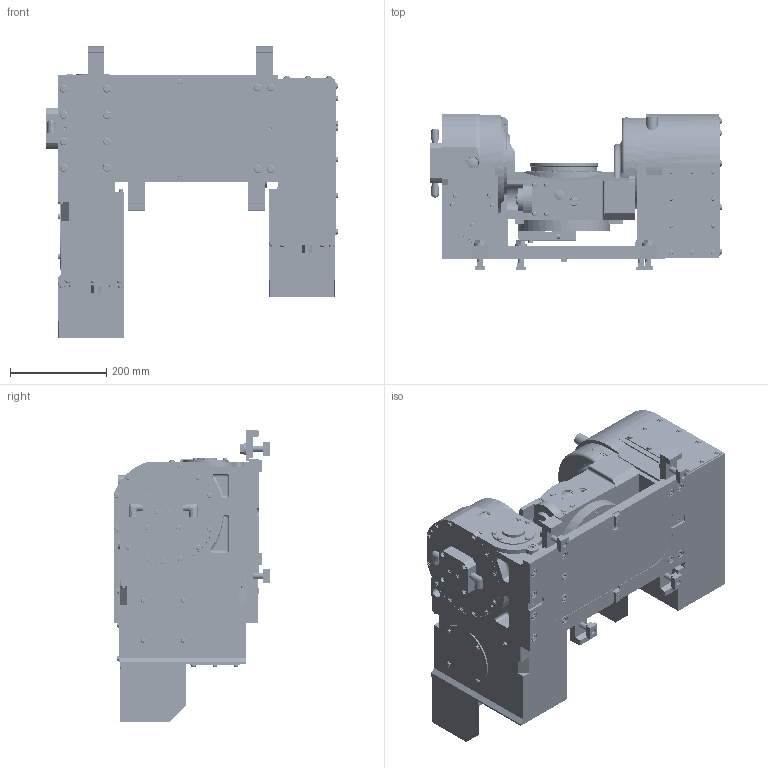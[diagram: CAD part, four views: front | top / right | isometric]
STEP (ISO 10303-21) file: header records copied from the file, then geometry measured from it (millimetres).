
FILE_DESCRIPTION( ( 'Unknown' ), '1' );
FILE_NAME( 'OUTSIDE VIEWüi61E113424üjTT140AER01.stp', 'Unknown', ( 'Unknown' ), ( 'Unknown' ), 'PSStep 16.0.42', 'Unknown', ' ' );
FILE_SCHEMA( ( 'AUTOMOTIVE_DESIGN { 1 0 10303 214 1 1 1 1 }' ) );
Length unit declared in the file: millimetre
Products named in the file (1): 1
Bounding box: 609.8 x 326 x 609 mm (x, y, z)
Volume: 39666390.5 mm3; surface area: 1623374.7 mm2
Topology: 1 solids, 69 shells, 4166 faces, 10206 edges, 6749 vertices
Faces by surface type: plane 3176, cylinder 739, cone 143, torus 85, sphere 13, bspline 10
Full cylindrical faces by diameter (mm): 2.7 x1, 3 x4, 4 x4, 4.2 x4, 5 x20, 5.85 x1, 6 x38, 6.6 x2, 6.8 x4, 7 x4, 7.3 x4, 8 x8, 8.5 x22, 9 x81, 9.5 x6, 9.728 x1, 10 x96, 10.7 x4, 11 x77, 11.7 x1, 12 x62, 12.5 x2, 13 x9, 14 x4, 14.3 x1, 14.95 x1, 15 x8, 15.5 x2, 16 x12, 16.662 x1
Entity records: 152738 total; most frequent: CARTESIAN_POINT 23888, DIRECTION 19245, ORIENTED_EDGE 18406, EDGE_CURVE 9203, LINE 7349, VECTOR 7349, VERTEX_POINT 6546, AXIS2_PLACEMENT_3D 5948
